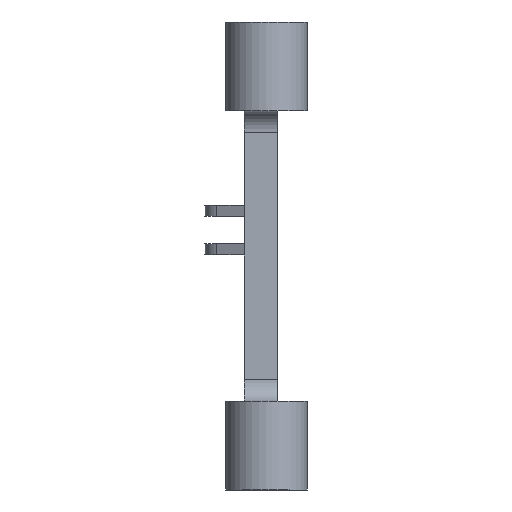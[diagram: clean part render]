
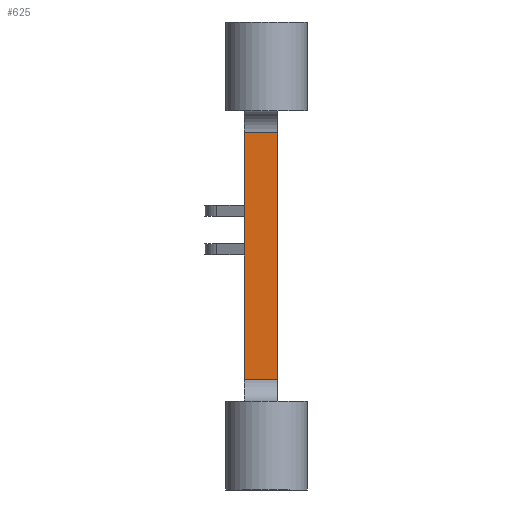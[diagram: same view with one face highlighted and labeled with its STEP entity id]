
A CAD part, left-side view. The second image highlights one B-rep face of the part: STEP entity #625.
In plain terms, the highlighted planar face has unit normal (-1, 0, 0).
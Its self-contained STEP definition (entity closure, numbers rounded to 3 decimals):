
#190 = CARTESIAN_POINT ( 'NONE',  ( -29.935, 0., -67.39 ) ) ;
#213 = LINE ( 'NONE', #1241, #1942 ) ;
#266 = LINE ( 'NONE', #614, #2054 ) ;
#327 = AXIS2_PLACEMENT_3D ( 'NONE', #1904, #1953, #1891 ) ;
#349 = CARTESIAN_POINT ( 'NONE',  ( -29.935, 15., -67.39 ) ) ;
#390 = LINE ( 'NONE', #875, #949 ) ;
#427 = ORIENTED_EDGE ( 'NONE', *, *, #1003, .F. ) ;
#445 = FACE_OUTER_BOUND ( 'NONE', #1372, .T. ) ;
#452 = ORIENTED_EDGE ( 'NONE', *, *, #613, .T. ) ;
#586 = VERTEX_POINT ( 'NONE', #2032 ) ;
#613 = EDGE_CURVE ( 'NONE', #1215, #1771, #952, .T. ) ;
#614 = CARTESIAN_POINT ( 'NONE',  ( -29.935, 15., -67.39 ) ) ;
#625 = ADVANCED_FACE ( 'NONE', ( #445 ), #1895, .F. ) ;
#670 = DIRECTION ( 'NONE',  ( 0., 0., 1. ) ) ;
#863 = DIRECTION ( 'NONE',  ( 0., -1., 0. ) ) ;
#874 = EDGE_CURVE ( 'NONE', #1771, #586, #213, .T. ) ;
#875 = CARTESIAN_POINT ( 'NONE',  ( -29.935, 10., 43.78 ) ) ;
#949 = VECTOR ( 'NONE', #863, 1000. ) ;
#952 = LINE ( 'NONE', #1971, #1352 ) ;
#987 = CARTESIAN_POINT ( 'NONE',  ( -29.935, 15., 43.78 ) ) ;
#1003 = EDGE_CURVE ( 'NONE', #1824, #586, #390, .T. ) ;
#1054 = ORIENTED_EDGE ( 'NONE', *, *, #1722, .F. ) ;
#1215 = VERTEX_POINT ( 'NONE', #349 ) ;
#1238 = DIRECTION ( 'NONE',  ( 0., 0., 1. ) ) ;
#1241 = CARTESIAN_POINT ( 'NONE',  ( -29.935, 0., 43.78 ) ) ;
#1255 = ORIENTED_EDGE ( 'NONE', *, *, #874, .T. ) ;
#1352 = VECTOR ( 'NONE', #1994, 1000. ) ;
#1372 = EDGE_LOOP ( 'NONE', ( #1255, #427, #1054, #452 ) ) ;
#1722 = EDGE_CURVE ( 'NONE', #1215, #1824, #266, .T. ) ;
#1771 = VERTEX_POINT ( 'NONE', #190 ) ;
#1824 = VERTEX_POINT ( 'NONE', #987 ) ;
#1891 = DIRECTION ( 'NONE',  ( 0., 0., -1. ) ) ;
#1895 = PLANE ( 'NONE',  #327 ) ;
#1904 = CARTESIAN_POINT ( 'NONE',  ( -29.935, 10., 43.78 ) ) ;
#1942 = VECTOR ( 'NONE', #1238, 1000. ) ;
#1953 = DIRECTION ( 'NONE',  ( 1., 0., 0. ) ) ;
#1971 = CARTESIAN_POINT ( 'NONE',  ( -29.935, 10., -67.39 ) ) ;
#1994 = DIRECTION ( 'NONE',  ( 0., -1., 0. ) ) ;
#2032 = CARTESIAN_POINT ( 'NONE',  ( -29.935, 0., 43.78 ) ) ;
#2054 = VECTOR ( 'NONE', #670, 1000. ) ;
